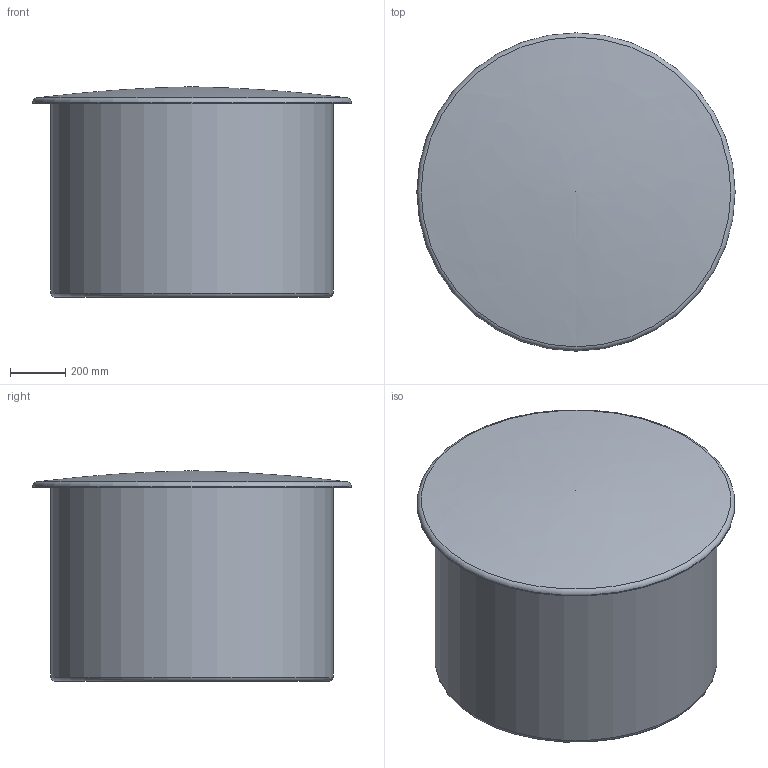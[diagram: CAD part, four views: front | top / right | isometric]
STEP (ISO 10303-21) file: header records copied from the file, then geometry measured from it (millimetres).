
FILE_DESCRIPTION(/* description */ (''),/* implementation_level */ '2;1');
FILE_NAME(/* name */ '00924.100X_3D.stp',/* time_stamp */ '2024-12-11T13:01:39+01:00',/* author */ ('CAD'),/* organization */ (''),/* preprocessor_version */ 'ST-DEVELOPER v20',/* originating_system */ 'AutoCAD Mechanical',/* authorisation */ '');
FILE_SCHEMA (('AUTOMOTIVE_DESIGN { 1 0 10303 214 3 1 1 }'));
Length unit declared in the file: centimetre
Products named in the file (1): Product
Bounding box: 1150 x 1150 x 760 mm (x, y, z)
Volume: 77688091.3 mm3; surface area: 6454858.9 mm2
Topology: 1 solids, 1 shells, 10 faces, 20 edges, 13 vertices
Faces by surface type: torus 3, cylinder 2, plane 2, bspline 1, cone 1, sphere 1
Full cylindrical faces by diameter (mm): 1020 x1, 1150 x1
Entity records: 312 total; most frequent: CARTESIAN_POINT 69, DIRECTION 55, ORIENTED_EDGE 38, AXIS2_PLACEMENT_3D 26, EDGE_CURVE 19, CIRCLE 16, VERTEX_POINT 13, EDGE_LOOP 12
